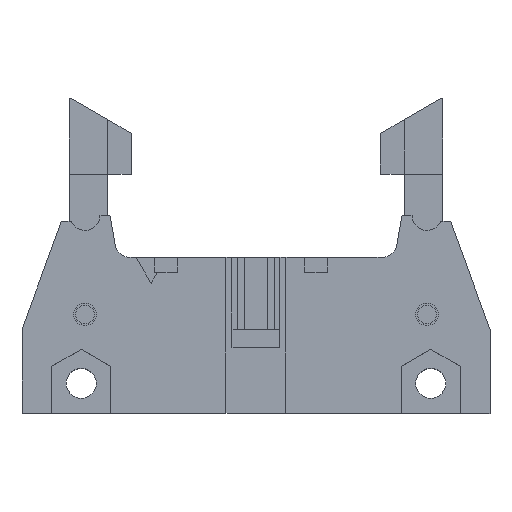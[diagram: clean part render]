
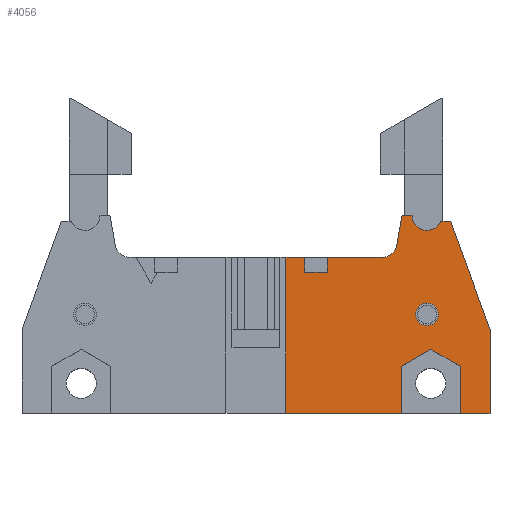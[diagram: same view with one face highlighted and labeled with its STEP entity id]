
A CAD part, top view. The second image highlights one B-rep face of the part: STEP entity #4056.
In plain terms, the highlighted planar face has unit normal (0, 0, 1).
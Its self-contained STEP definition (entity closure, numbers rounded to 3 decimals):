
#3192=CARTESIAN_POINT('',(15.43,6.376,8.636));
#3193=VERTEX_POINT('',#3192);
#3209=CARTESIAN_POINT('',(13.526,6.376,8.636));
#3210=VERTEX_POINT('',#3209);
#3217=CARTESIAN_POINT('',(14.478,6.376,8.636));
#3218=DIRECTION('',(0.0,0.0,-1.0));
#3219=DIRECTION('',(1.0,0.0,0.0));
#3220=AXIS2_PLACEMENT_3D('',#3217,#3218,#3219);
#3221=CIRCLE('',#3220,0.952);
#3222=EDGE_CURVE('',#3193,#3210,#3221,.T.);
#3234=CARTESIAN_POINT('',(11.49,11.498,8.636));
#3235=VERTEX_POINT('',#3234);
#3251=CARTESIAN_POINT('',(10.674,11.201,8.636));
#3252=VERTEX_POINT('',#3251);
#3259=CARTESIAN_POINT('',(10.674,12.471,8.636));
#3260=DIRECTION('',(0.0,0.0,1.));
#3261=DIRECTION('',(0.643,-0.766,0.0));
#3262=AXIS2_PLACEMENT_3D('',#3259,#3260,#3261);
#3263=CIRCLE('',#3262,1.27);
#3264=EDGE_CURVE('',#3252,#3235,#3263,.T.);
#3360=CARTESIAN_POINT('',(14.219,13.514,8.636));
#3361=VERTEX_POINT('',#3360);
#3377=CARTESIAN_POINT('',(13.208,14.757,8.636));
#3378=VERTEX_POINT('',#3377);
#3385=CARTESIAN_POINT('',(14.478,14.757,8.636));
#3386=DIRECTION('',(0.0,0.0,1.));
#3387=DIRECTION('',(-0.204,-0.979,0.0));
#3388=AXIS2_PLACEMENT_3D('',#3385,#3386,#3387);
#3389=CIRCLE('',#3388,1.27);
#3390=EDGE_CURVE('',#3378,#3361,#3389,.T.);
#3513=CARTESIAN_POINT('',(2.54,-2.007,8.636));
#3514=VERTEX_POINT('',#3513);
#3521=CARTESIAN_POINT('',(2.54,11.201,8.636));
#3522=VERTEX_POINT('',#3521);
#3523=CARTESIAN_POINT('',(2.54,11.201,8.636));
#3524=DIRECTION('',(0.0,-1.0,0.0));
#3525=VECTOR('',#3524,13.208);
#3526=LINE('',#3523,#3525);
#3527=EDGE_CURVE('',#3522,#3514,#3526,.T.);
#3780=CARTESIAN_POINT('',(19.812,-2.007,8.636));
#3781=VERTEX_POINT('',#3780);
#3788=CARTESIAN_POINT('',(17.298,-2.007,8.636));
#3789=VERTEX_POINT('',#3788);
#3790=CARTESIAN_POINT('',(19.812,-2.007,8.636));
#3791=DIRECTION('',(-1.,0.,0.0));
#3792=VECTOR('',#3791,2.515);
#3793=LINE('',#3790,#3792);
#3794=EDGE_CURVE('',#3781,#3789,#3793,.T.);
#3812=CARTESIAN_POINT('',(12.294,-2.007,8.636));
#3813=VERTEX_POINT('',#3812);
#3820=CARTESIAN_POINT('',(12.294,-2.007,8.636));
#3821=DIRECTION('',(-1.,0.,0.0));
#3822=VECTOR('',#3821,9.754);
#3823=LINE('',#3820,#3822);
#3824=EDGE_CURVE('',#3813,#3514,#3823,.T.);
#3842=CARTESIAN_POINT('',(12.294,1.978,8.636));
#3843=VERTEX_POINT('',#3842);
#3850=CARTESIAN_POINT('',(12.294,-2.007,8.636));
#3851=DIRECTION('',(0.,1.0,0.));
#3852=VECTOR('',#3851,3.985);
#3853=LINE('',#3850,#3852);
#3854=EDGE_CURVE('',#3813,#3843,#3853,.T.);
#3907=CARTESIAN_POINT('',(17.298,1.978,8.636));
#3908=VERTEX_POINT('',#3907);
#3909=CARTESIAN_POINT('',(17.298,1.978,8.636));
#3910=DIRECTION('',(0.,-1.0,0.));
#3911=VECTOR('',#3910,3.985);
#3912=LINE('',#3909,#3911);
#3913=EDGE_CURVE('',#3908,#3789,#3912,.T.);
#3926=CARTESIAN_POINT('',(-2.54,5.43,8.636));
#3927=DIRECTION('',(0.0,0.0,1.0));
#3928=DIRECTION('',(1.0,0.0,0.0));
#3929=AXIS2_PLACEMENT_3D('',#3926,#3927,#3928);
#3930=PLANE('',#3929);
#3931=ORIENTED_EDGE('',*,*,#3527,.T.);
#3932=ORIENTED_EDGE('',*,*,#3824,.F.);
#3933=ORIENTED_EDGE('',*,*,#3854,.T.);
#3934=CARTESIAN_POINT('',(14.796,3.423,8.636));
#3935=VERTEX_POINT('',#3934);
#3936=CARTESIAN_POINT('',(12.294,1.978,8.636));
#3937=DIRECTION('',(0.866,0.5,0.0));
#3938=VECTOR('',#3937,2.889);
#3939=LINE('',#3936,#3938);
#3940=EDGE_CURVE('',#3843,#3935,#3939,.T.);
#3941=ORIENTED_EDGE('',*,*,#3940,.T.);
#3942=CARTESIAN_POINT('',(14.796,3.423,8.636));
#3943=DIRECTION('',(0.866,-0.5,0.0));
#3944=VECTOR('',#3943,2.889);
#3945=LINE('',#3942,#3944);
#3946=EDGE_CURVE('',#3935,#3908,#3945,.T.);
#3947=ORIENTED_EDGE('',*,*,#3946,.T.);
#3948=ORIENTED_EDGE('',*,*,#3913,.T.);
#3949=ORIENTED_EDGE('',*,*,#3794,.F.);
#3950=CARTESIAN_POINT('',(19.812,5.105,8.636));
#3951=VERTEX_POINT('',#3950);
#3952=CARTESIAN_POINT('',(19.812,5.105,8.636));
#3953=DIRECTION('',(0.0,-1.0,0.0));
#3954=VECTOR('',#3953,7.112);
#3955=LINE('',#3952,#3954);
#3956=EDGE_CURVE('',#3951,#3781,#3955,.T.);
#3957=ORIENTED_EDGE('',*,*,#3956,.F.);
#3958=CARTESIAN_POINT('',(16.484,14.249,8.636));
#3959=VERTEX_POINT('',#3958);
#3960=CARTESIAN_POINT('',(16.484,14.249,8.636));
#3961=DIRECTION('',(0.342,-0.94,0.0));
#3962=VECTOR('',#3961,9.731);
#3963=LINE('',#3960,#3962);
#3964=EDGE_CURVE('',#3959,#3951,#3963,.T.);
#3965=ORIENTED_EDGE('',*,*,#3964,.F.);
#3966=CARTESIAN_POINT('',(15.642,14.249,8.636));
#3967=VERTEX_POINT('',#3966);
#3968=CARTESIAN_POINT('',(15.642,14.249,8.636));
#3969=DIRECTION('',(1.0,0.0,0.0));
#3970=VECTOR('',#3969,0.842);
#3971=LINE('',#3968,#3970);
#3972=EDGE_CURVE('',#3967,#3959,#3971,.T.);
#3973=ORIENTED_EDGE('',*,*,#3972,.F.);
#3974=CARTESIAN_POINT('',(14.478,14.757,8.636));
#3975=DIRECTION('',(0.0,0.0,1.));
#3976=DIRECTION('',(-0.204,-0.979,0.0));
#3977=AXIS2_PLACEMENT_3D('',#3974,#3975,#3976);
#3978=CIRCLE('',#3977,1.27);
#3979=EDGE_CURVE('',#3361,#3967,#3978,.T.);
#3980=ORIENTED_EDGE('',*,*,#3979,.F.);
#3981=ORIENTED_EDGE('',*,*,#3390,.F.);
#3982=CARTESIAN_POINT('',(12.366,14.757,8.636));
#3983=VERTEX_POINT('',#3982);
#3984=CARTESIAN_POINT('',(12.366,14.757,8.636));
#3985=DIRECTION('',(1.0,0.,0.0));
#3986=VECTOR('',#3985,0.842);
#3987=LINE('',#3984,#3986);
#3988=EDGE_CURVE('',#3983,#3378,#3987,.T.);
#3989=ORIENTED_EDGE('',*,*,#3988,.F.);
#3990=CARTESIAN_POINT('',(11.925,12.251,8.636));
#3991=VERTEX_POINT('',#3990);
#3992=CARTESIAN_POINT('',(11.925,12.251,8.636));
#3993=DIRECTION('',(0.174,0.985,0.0));
#3994=VECTOR('',#3993,2.545);
#3995=LINE('',#3992,#3994);
#3996=EDGE_CURVE('',#3991,#3983,#3995,.T.);
#3997=ORIENTED_EDGE('',*,*,#3996,.F.);
#3998=CARTESIAN_POINT('',(10.674,12.471,8.636));
#3999=DIRECTION('',(0.0,0.0,1.));
#4000=DIRECTION('',(0.643,-0.766,0.0));
#4001=AXIS2_PLACEMENT_3D('',#3998,#3999,#4000);
#4002=CIRCLE('',#4001,1.27);
#4003=EDGE_CURVE('',#3235,#3991,#4002,.T.);
#4004=ORIENTED_EDGE('',*,*,#4003,.F.);
#4005=ORIENTED_EDGE('',*,*,#3264,.F.);
#4006=CARTESIAN_POINT('',(6.039,11.201,8.636));
#4007=VERTEX_POINT('',#4006);
#4008=CARTESIAN_POINT('',(6.039,11.201,8.636));
#4009=DIRECTION('',(1.,0.,0.0));
#4010=VECTOR('',#4009,4.635);
#4011=LINE('',#4008,#4010);
#4012=EDGE_CURVE('',#4007,#3252,#4011,.T.);
#4013=ORIENTED_EDGE('',*,*,#4012,.F.);
#4014=CARTESIAN_POINT('',(6.039,9.931,8.636));
#4015=VERTEX_POINT('',#4014);
#4016=CARTESIAN_POINT('',(6.039,11.201,8.636));
#4017=DIRECTION('',(0.,-1.,0.));
#4018=VECTOR('',#4017,1.27);
#4019=LINE('',#4016,#4018);
#4020=EDGE_CURVE('',#4007,#4015,#4019,.T.);
#4021=ORIENTED_EDGE('',*,*,#4020,.T.);
#4022=CARTESIAN_POINT('',(4.121,9.931,8.636));
#4023=VERTEX_POINT('',#4022);
#4024=CARTESIAN_POINT('',(6.039,9.931,8.636));
#4025=DIRECTION('',(-1.,0.,0.));
#4026=VECTOR('',#4025,1.918);
#4027=LINE('',#4024,#4026);
#4028=EDGE_CURVE('',#4015,#4023,#4027,.T.);
#4029=ORIENTED_EDGE('',*,*,#4028,.T.);
#4030=CARTESIAN_POINT('',(4.122,11.201,8.636));
#4031=VERTEX_POINT('',#4030);
#4032=CARTESIAN_POINT('',(4.121,9.931,8.636));
#4033=DIRECTION('',(0.,1.,0.));
#4034=VECTOR('',#4033,1.27);
#4035=LINE('',#4032,#4034);
#4036=EDGE_CURVE('',#4023,#4031,#4035,.T.);
#4037=ORIENTED_EDGE('',*,*,#4036,.T.);
#4038=CARTESIAN_POINT('',(2.54,11.201,8.636));
#4039=DIRECTION('',(1.,0.,0.));
#4040=VECTOR('',#4039,1.582);
#4041=LINE('',#4038,#4040);
#4042=EDGE_CURVE('',#3522,#4031,#4041,.T.);
#4043=ORIENTED_EDGE('',*,*,#4042,.F.);
#4044=EDGE_LOOP('',(#3931,#3932,#3933,#3941,#3947,#3948,#3949,#3957,#3965,#3973,#3980,#3981,#3989,#3997,#4004,#4005,#4013,#4021,#4029,#4037,#4043));
#4045=FACE_OUTER_BOUND('',#4044,.T.);
#4046=ORIENTED_EDGE('',*,*,#3222,.T.);
#4047=CARTESIAN_POINT('',(14.478,6.376,8.636));
#4048=DIRECTION('',(0.0,0.0,-1.0));
#4049=DIRECTION('',(1.0,0.0,0.0));
#4050=AXIS2_PLACEMENT_3D('',#4047,#4048,#4049);
#4051=CIRCLE('',#4050,0.952);
#4052=EDGE_CURVE('',#3210,#3193,#4051,.T.);
#4053=ORIENTED_EDGE('',*,*,#4052,.T.);
#4054=EDGE_LOOP('',(#4046,#4053));
#4055=FACE_BOUND('',#4054,.T.);
#4056=ADVANCED_FACE('',(#4045,#4055),#3930,.T.);
